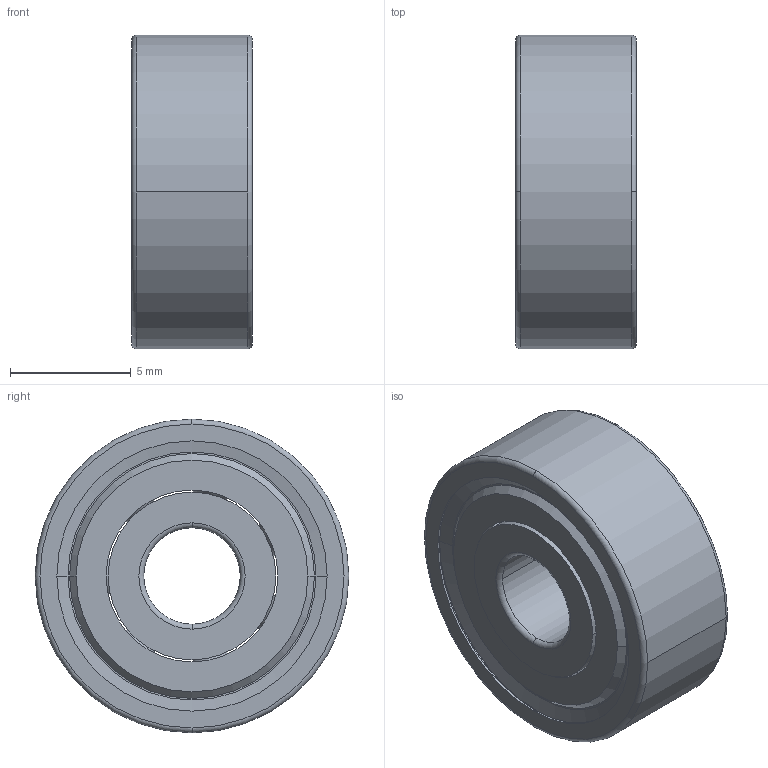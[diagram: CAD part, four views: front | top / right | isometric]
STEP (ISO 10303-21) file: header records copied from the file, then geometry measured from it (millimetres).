
FILE_DESCRIPTION(('STEP AP214'),'1');
FILE_NAME('skf_bearing_624-2z_2.stp','2023-11-22T02:09:01',('TraceParts'),('TraceParts S.A.'),'Spatial InterOp 3D',' ',' ');
FILE_SCHEMA(('AUTOMOTIVE_DESIGN { 1 0 10303 214 1 1 1 1 }'));
Length unit declared in the file: millimetre
Products named in the file (1): skf_bearing_624-2z_2_1
Bounding box: 5 x 13 x 13 mm (x, y, z)
Volume: 400.9 mm3; surface area: 1144.7 mm2
Topology: 5 solids, 5 shells, 114 faces, 284 edges, 170 vertices
Faces by surface type: torus 38, cylinder 28, cone 20, plane 14, sphere 14
Entity records: 3755 total; most frequent: CARTESIAN_POINT 1021, DIRECTION 646, ORIENTED_EDGE 512, AXIS2_PLACEMENT_3D 299, EDGE_CURVE 256, CIRCLE 180, VERTEX_POINT 170, EDGE_LOOP 142
